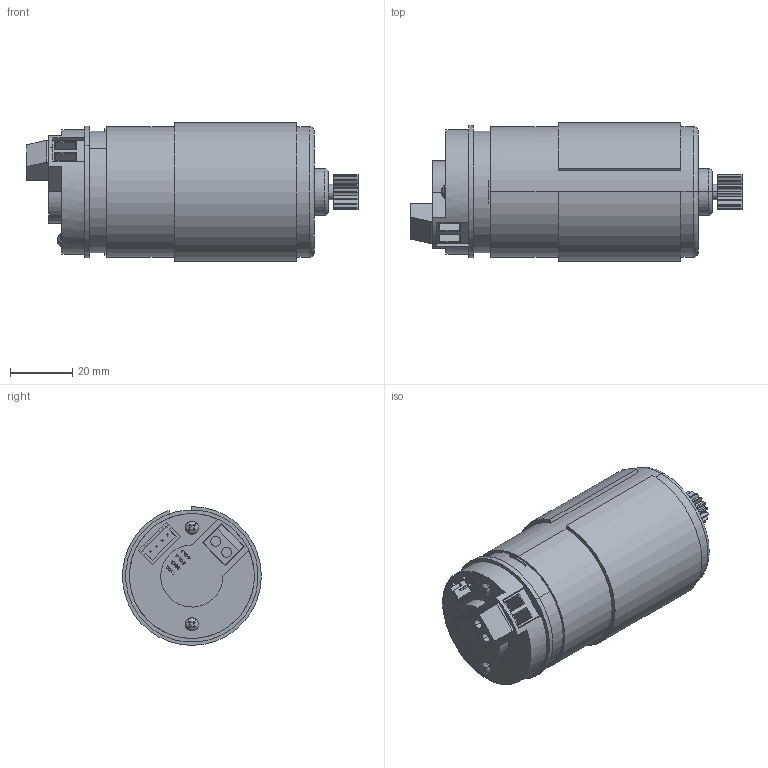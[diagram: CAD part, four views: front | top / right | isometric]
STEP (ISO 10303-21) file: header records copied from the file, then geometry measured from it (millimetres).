
FILE_DESCRIPTION (( 'STEP AP214' ), '1' );
FILE_NAME ('am-3108 RS775-5 with Encoder for PG71 and PG188 Gearboxes.STEP', '2020-01-02T21:32:39', ( '' ), ( '' ), 'SwSTEP 2.0', 'SolidWorks 2019', '' );
FILE_SCHEMA (( 'AUTOMOTIVE_DESIGN' ));
Length unit declared in the file: millimetre
Products named in the file (5): RS775-5 with Encoder; 17T 0.6MOD 5mm; am-3108 RS775-5 with Encoder for PG71 and PG188 Gearboxes
Assembly tree (2 placements, depth 2):
  17T 0.6MOD 5mm
  RS775-5 with Encoder
  am-3108 RS775-5 with Encoder for PG71 and PG188 Gearboxes
    RS775-5 with Encoder
    17T 0.6MOD 5mm
Bounding box: 106.44 x 44.43 x 44.5 mm (x, y, z)
Volume: 42412.4 mm3; surface area: 32130.3 mm2
Topology: 5 solids, 5 shells, 687 faces, 1830 edges, 1198 vertices
Faces by surface type: plane 316, cylinder 194, bspline 127, torus 24, cone 22, sphere 4
Entity records: 35442 total; most frequent: CARTESIAN_POINT 12294, ORIENTED_EDGE 3660, DIRECTION 3018, EDGE_CURVE 1830, VERTEX_POINT 1198, VECTOR 1018, LINE 1018, AXIS2_PLACEMENT_3D 1000
